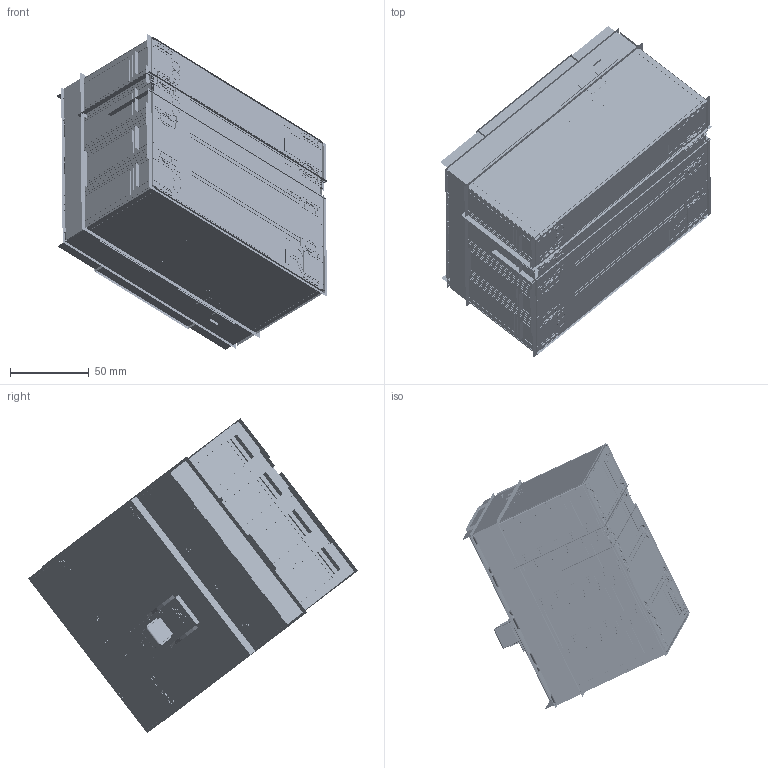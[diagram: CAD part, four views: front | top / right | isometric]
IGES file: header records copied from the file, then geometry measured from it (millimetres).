
Start section:  PTC IGES file: nm1-125h4p_asm.igs
Global section: file name: nm1-125h4p_asm.igs; native system: Pro/ENGINEER by Parametric Technology Corporation; preprocessor: 2007090; author: lwjun; organization: Unknown; date: 20140330.104051; units: millimetre
Bounding box: 172.15 x 210.36 x 200.03 mm (x, y, z)
Surface area: 3073820.3 mm2 (no closed solid volume)
Topology: 0 solids, 0 shells, 13349 faces, 199418 edges, 258553 vertices
Faces by surface type: bspline 9840, revolution 3469, extrusion 40
